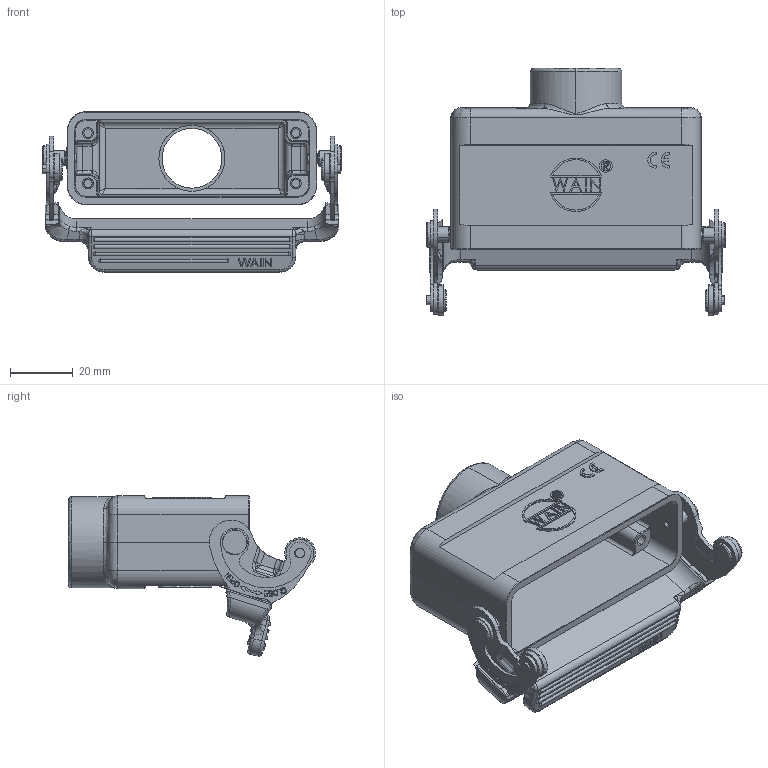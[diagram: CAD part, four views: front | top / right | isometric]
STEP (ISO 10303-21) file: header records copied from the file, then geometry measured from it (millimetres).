
FILE_DESCRIPTION((''),'2;1');
FILE_NAME('ASM0002_ASM','2022-08-03T',('xf.gao'),(''),'PRO/ENGINEER BY PARAMETRIC TECHNOLOGY CORPORATION, 2012480','PRO/ENGINEER BY PARAMETRIC TECHNOLOGY CORPORATION, 2012480','');
FILE_SCHEMA(('CONFIG_CONTROL_DESIGN'));
Products named in the file (11): PRT0002; PRT0003; PRT0004; PRT0005; PRT0006; PRT0007; ASM0005_ASM; ASM0004_ASM; ASM0003_ASM; PRT0008; ASM0002_ASM
Assembly tree (14 placements, depth 5):
  ASM0002_ASM
    ASM0003_ASM
      ASM0004_ASM
        ASM0005_ASM
          PRT0002
          PRT0003
          PRT0004  x2
          PRT0005  x2
          PRT0006  x2
          PRT0007  x2
    PRT0008
Bounding box: 94.7 x 78.49 x 50.93 mm (x, y, z)
Volume: 47154.4 mm3; surface area: 40068.9 mm2
Topology: 11 solids, 20 shells, 1309 faces, 3531 edges, 2336 vertices
Faces by surface type: plane 589, cylinder 290, extrusion 246, bspline 122, torus 22, cone 22, sphere 18
Entity records: 48715 total; most frequent: CARTESIAN_POINT 18526, ORIENTED_EDGE 6694, DIRECTION 5128, EDGE_CURVE 3387, VERTEX_POINT 2251, VECTOR 2140, LINE 1894, AXIS2_PLACEMENT_3D 1494
